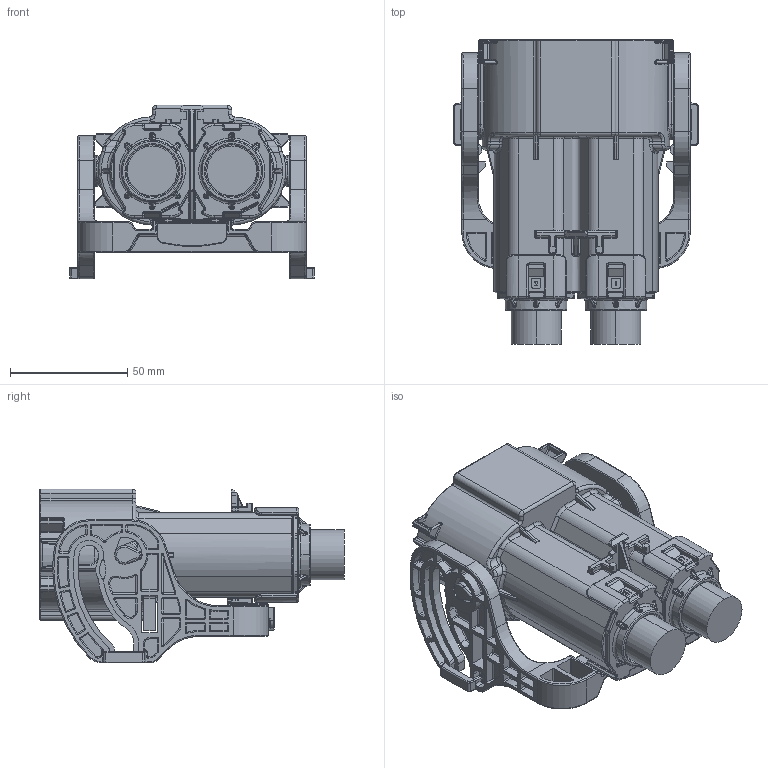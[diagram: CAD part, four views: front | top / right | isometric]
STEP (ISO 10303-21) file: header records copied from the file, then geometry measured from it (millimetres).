
FILE_DESCRIPTION((''),'2;1');
FILE_NAME('HVSL1400062X1XX','2021-05-13T',('ray.rui'),(''),'PRO/ENGINEER BY PARAMETRIC TECHNOLOGY CORPORATION, 2013230','PRO/ENGINEER BY PARAMETRIC TECHNOLOGY CORPORATION, 2013230','');
FILE_SCHEMA(('CONFIG_CONTROL_DESIGN'));
Products named in the file (1): HVSL1400062X1XX
Bounding box: 104.5 x 129.9 x 74.15 mm (x, y, z)
Volume: 290043.7 mm3; surface area: 119672.1 mm2
Topology: 2 solids, 2 shells, 5227 faces, 13739 edges, 8467 vertices
Faces by surface type: plane 2127, cylinder 1415, extrusion 670, torus 465, bspline 242, sphere 206, cone 102
Entity records: 179398 total; most frequent: CARTESIAN_POINT 53786, ORIENTED_EDGE 27066, DIRECTION 24654, EDGE_CURVE 13533, VERTEX_POINT 8467, VECTOR 8292, AXIS2_PLACEMENT_3D 8181, LINE 7622
